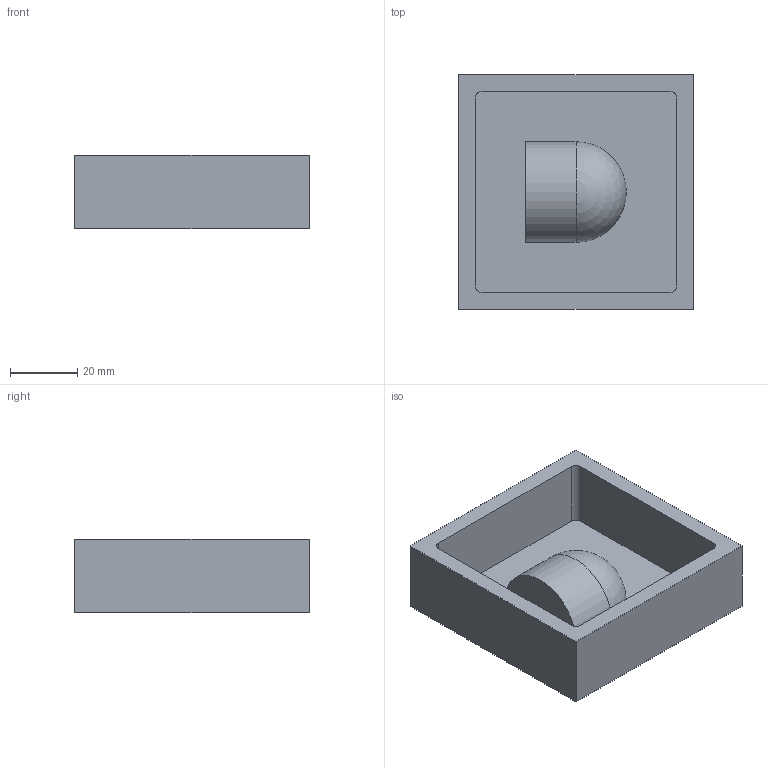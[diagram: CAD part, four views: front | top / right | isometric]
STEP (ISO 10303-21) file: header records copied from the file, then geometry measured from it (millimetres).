
FILE_DESCRIPTION(/* description */ ('STEP AP242','CAx-IF Rec.Pracs.---Representation and Presentation of Product Manufacturing Information (PMI)---4.0---2014-10-13','CAx-IF Rec.Pracs.---3D Tessellated Geometry---0.4---2014-09-14','2;1'),/* implementation_level */ '2;1');
FILE_NAME(/* name */ '61bbedb0bc676b0dcc222551',/* time_stamp */ '2021-12-17T01:53:53+00:00',/* author */ (''),/* organization */ (''),/* preprocessor_version */ 'ST-DEVELOPER v18.101',/* originating_system */ ' ',/* authorisation */ ' ');
FILE_SCHEMA (('AP242_MANAGED_MODEL_BASED_3D_ENGINEERING_MIM_LF { 1 0 10303 442 1 1 4 }'));
Length unit declared in the file: metre
Products named in the file (1): mold
Bounding box: 70 x 70 x 22 mm (x, y, z)
Volume: 44704.4 mm3; surface area: 21655 mm2
Topology: 1 solids, 1 shells, 18 faces, 44 edges, 29 vertices
Faces by surface type: plane 12, cylinder 5, sphere 1
Entity records: 539 total; most frequent: DIRECTION 91, CARTESIAN_POINT 89, ORIENTED_EDGE 84, EDGE_CURVE 42, LINE 31, VECTOR 31, AXIS2_PLACEMENT_3D 30, VERTEX_POINT 28
